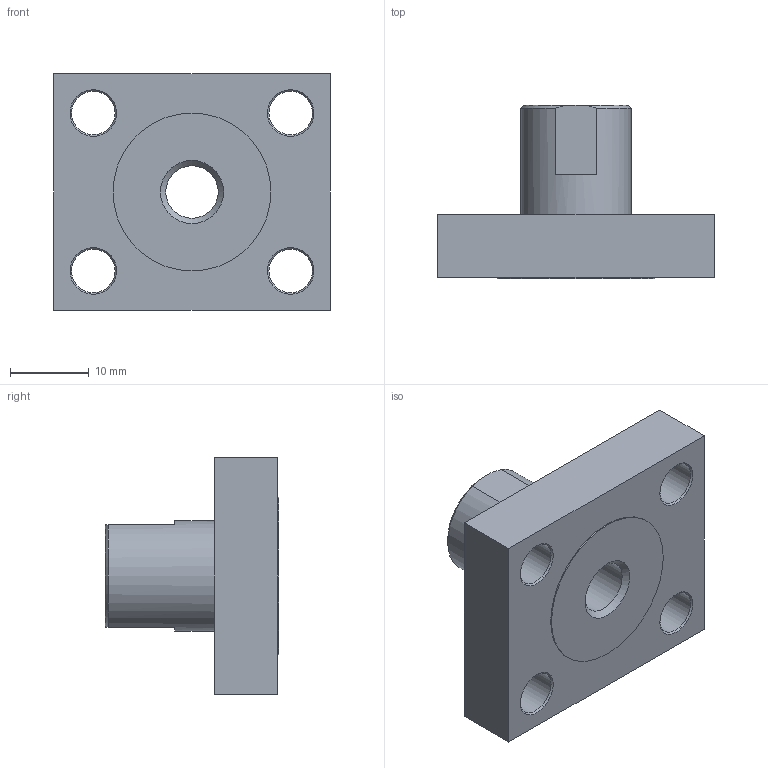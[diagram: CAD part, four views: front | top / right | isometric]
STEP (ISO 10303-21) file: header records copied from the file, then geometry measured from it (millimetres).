
FILE_DESCRIPTION(/* description */ (''),/* implementation_level */ '2;1');
FILE_NAME(/* name */ 'CAD_5228.stp',/* time_stamp */ '2021-01-19T09:54:00+01:00',/* author */ ('Hypex'),/* organization */ ('Hypex'),/* preprocessor_version */ 'ST-DEVELOPER v18',/* originating_system */ 'Autodesk Inventor 2020',/* authorisation */ '');
FILE_SCHEMA (('AUTOMOTIVE_DESIGN { 1 0 10303 214 3 1 1 }'));
Length unit declared in the file: millimetre
Products named in the file (1): CAD_5228
Bounding box: 35 x 22 x 30 mm (x, y, z)
Volume: 9009 mm3; surface area: 4469.5 mm2
Topology: 1 solids, 1 shells, 31 faces, 75 edges, 48 vertices
Faces by surface type: cone 12, plane 12, cylinder 7
Full cylindrical faces by diameter (mm): 5.5 x4, 6.647 x1, 14 x1, 20 x1
Entity records: 1030 total; most frequent: DIRECTION 169, CARTESIAN_POINT 163, ORIENTED_EDGE 150, EDGE_CURVE 75, AXIS2_PLACEMENT_3D 66, VERTEX_POINT 48, EDGE_LOOP 43, LINE 37
